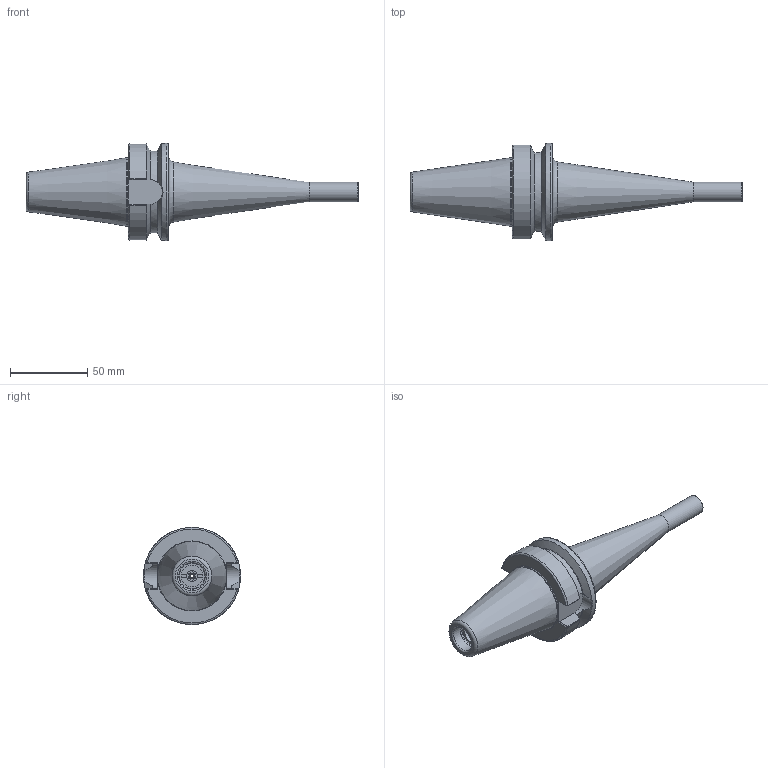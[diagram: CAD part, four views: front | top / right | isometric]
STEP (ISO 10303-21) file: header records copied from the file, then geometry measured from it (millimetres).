
FILE_DESCRIPTION(/* description */ (''),/* implementation_level */ '2;1');
FILE_NAME(/* name */ 'DBT40-MX06-150.stp',/* time_stamp */ '2019-07-15T15:18:12-05:00',/* author */ ('ldfli'),/* organization */ (''),/* preprocessor_version */ 'ST-DEVELOPER v18',/* originating_system */ 'Autodesk Inventor LT',/* authorisation */ '');
FILE_SCHEMA (('AUTOMOTIVE_DESIGN { 1 0 10303 214 3 1 1 }'));
Length unit declared in the file: millimetre
Products named in the file (1): DBT40-MX06-150
Bounding box: 215.4 x 63 x 63 mm (x, y, z)
Volume: 181205 mm3; surface area: 41267.4 mm2
Topology: 3 solids, 3 shells, 120 faces, 339 edges, 237 vertices
Faces by surface type: plane 52, cylinder 26, torus 17, cone 15, bspline 10
Full cylindrical faces by diameter (mm): 2 x1, 3 x1, 6 x1, 6.7 x1, 7 x1, 8 x1, 8.26 x1, 8.4 x1, 9 x1, 10 x1, 11 x2, 12 x1, 12.7 x1, 13.835 x1, 16 x1, 17 x1, 17.5 x1, 44.45 x1, 63 x1
Entity records: 4578 total; most frequent: CARTESIAN_POINT 1372, ORIENTED_EDGE 678, DIRECTION 667, EDGE_CURVE 339, AXIS2_PLACEMENT_3D 276, VERTEX_POINT 237, CIRCLE 165, EDGE_LOOP 138
